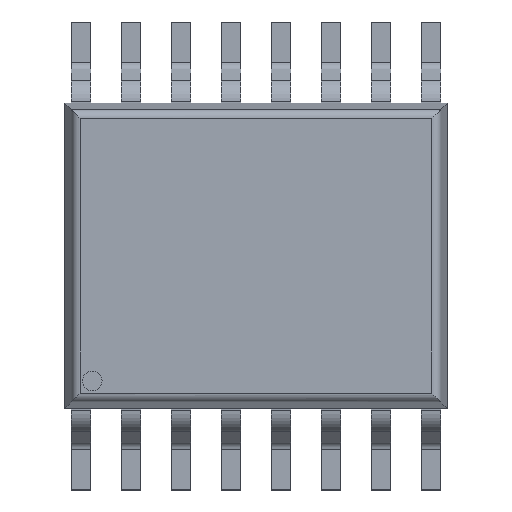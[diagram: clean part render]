
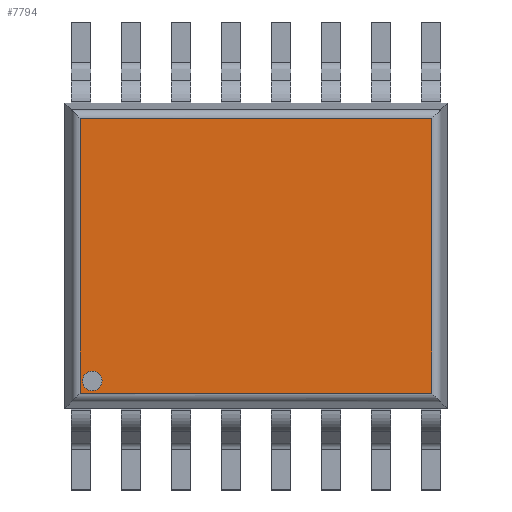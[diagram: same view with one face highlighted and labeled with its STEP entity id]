
A CAD part, top view. The second image highlights one B-rep face of the part: STEP entity #7794.
In plain terms, the highlighted planar face has unit normal (0, 0, 1).
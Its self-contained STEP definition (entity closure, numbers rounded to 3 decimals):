
#7735 = CARTESIAN_POINT ( 'NONE',  ( -2.097, -1.727, 1.75 ) ) ;
#7736 = VERTEX_POINT ( 'NONE', #7735 ) ;
#7737 = CARTESIAN_POINT ( 'NONE',  ( -2.097, -1.477, 1.75 ) ) ;
#7738 = VERTEX_POINT ( 'NONE', #7737 ) ;
#7739 = CARTESIAN_POINT ( 'NONE',  ( -2.097, -1.602, 1.75 ) ) ;
#7740 = DIRECTION ( 'NONE',  ( 0., 0., 1. ) ) ;
#7741 = DIRECTION ( 'NONE',  ( 0., -1., 0. ) ) ;
#7742 = AXIS2_PLACEMENT_3D ( 'NONE', #7739, #7740, #7741 ) ;
#7743 = CIRCLE ( 'NONE', #7742, 0.125) ;
#7744 = EDGE_CURVE ( 'NONE', #7736, #7738, #7743, .T. ) ;
#7745 = ORIENTED_EDGE ( 'NONE', *, *, #7744, .F. ) ;
#7746 = CARTESIAN_POINT ( 'NONE',  ( -2.097, -1.602, 1.75 ) ) ;
#7747 = DIRECTION ( 'NONE',  ( 0., 0., 1. ) ) ;
#7748 = DIRECTION ( 'NONE',  ( 0., -1., 0. ) ) ;
#7749 = AXIS2_PLACEMENT_3D ( 'NONE', #7746, #7747, #7748 ) ;
#7750 = CIRCLE ( 'NONE', #7749, 0.125) ;
#7751 = EDGE_CURVE ( 'NONE', #7738, #7736, #7750, .T. ) ;
#7752 = ORIENTED_EDGE ( 'NONE', *, *, #7751, .F. ) ;
#7753 = EDGE_LOOP ( 'NONE', ( #7745, #7752 ) ) ;
#7754 = FACE_BOUND ( 'NONE', #7753, .T. ) ;
#7755 = CARTESIAN_POINT ( 'NONE',  ( 2.254, -1.759, 1.75 ) ) ;
#7756 = VERTEX_POINT ( 'NONE', #7755 ) ;
#7757 = CARTESIAN_POINT ( 'NONE',  ( 2.254, 1.759, 1.75 ) ) ;
#7758 = VERTEX_POINT ( 'NONE', #7757 ) ;
#7759 = CARTESIAN_POINT ( 'NONE',  ( 2.254, 1.855, 1.75 ) ) ;
#7760 = DIRECTION ( 'NONE',  ( 0., 1., 0. ) ) ;
#7761 = VECTOR ( 'NONE', #7760, 1000. ) ;
#7762 = LINE ( 'NONE', #7759, #7761 ) ;
#7763 = EDGE_CURVE ( 'NONE', #7756, #7758, #7762, .T. ) ;
#7764 = ORIENTED_EDGE ( 'NONE', *, *, #7763, .T. ) ;
#7765 = CARTESIAN_POINT ( 'NONE',  ( -2.254, 1.759, 1.75 ) ) ;
#7766 = VERTEX_POINT ( 'NONE', #7765 ) ;
#7767 = CARTESIAN_POINT ( 'NONE',  ( -2.35, 1.759, 1.75 ) ) ;
#7768 = DIRECTION ( 'NONE',  ( -1., 0., 0. ) ) ;
#7769 = VECTOR ( 'NONE', #7768, 1000. ) ;
#7770 = LINE ( 'NONE', #7767, #7769 ) ;
#7771 = EDGE_CURVE ( 'NONE', #7758, #7766, #7770, .T. ) ;
#7772 = ORIENTED_EDGE ( 'NONE', *, *, #7771, .T. ) ;
#7773 = CARTESIAN_POINT ( 'NONE',  ( -2.254, -1.759, 1.75 ) ) ;
#7774 = VERTEX_POINT ( 'NONE', #7773 ) ;
#7775 = CARTESIAN_POINT ( 'NONE',  ( -2.254, -1.855, 1.75 ) ) ;
#7776 = DIRECTION ( 'NONE',  ( 0., -1., 0. ) ) ;
#7777 = VECTOR ( 'NONE', #7776, 1000. ) ;
#7778 = LINE ( 'NONE', #7775, #7777 ) ;
#7779 = EDGE_CURVE ( 'NONE', #7766, #7774, #7778, .T. ) ;
#7780 = ORIENTED_EDGE ( 'NONE', *, *, #7779, .T. ) ;
#7781 = CARTESIAN_POINT ( 'NONE',  ( 2.35, -1.759, 1.75 ) ) ;
#7782 = DIRECTION ( 'NONE',  ( 1., 0., 0. ) ) ;
#7783 = VECTOR ( 'NONE', #7782, 1000. ) ;
#7784 = LINE ( 'NONE', #7781, #7783 ) ;
#7785 = EDGE_CURVE ( 'NONE', #7774, #7756, #7784, .T. ) ;
#7786 = ORIENTED_EDGE ( 'NONE', *, *, #7785, .T. ) ;
#7787 = EDGE_LOOP ( 'NONE', ( #7764, #7772, #7780, #7786 ) ) ;
#7788 = FACE_OUTER_BOUND ( 'NONE', #7787, .T. ) ;
#7789 = CARTESIAN_POINT ( 'NONE',  ( 0.8, -1.045, 1.75 ) ) ;
#7790 = DIRECTION ( 'NONE',  ( 0., 0., -1. ) ) ;
#7791 = DIRECTION ( 'NONE',  ( 0., 1., 0. ) ) ;
#7792 = AXIS2_PLACEMENT_3D ( 'NONE', #7789, #7790, #7791 ) ;
#7793 = PLANE ( 'NONE', #7792 ) ;
#7794 = ADVANCED_FACE ( 'NONE', ( #7754, #7788 ), #7793, .F. ) ;
